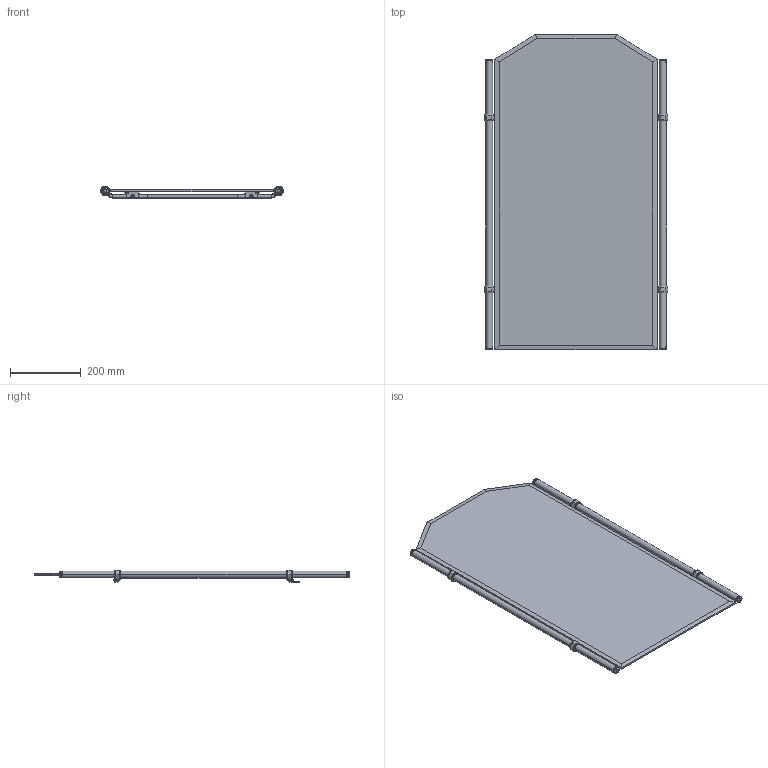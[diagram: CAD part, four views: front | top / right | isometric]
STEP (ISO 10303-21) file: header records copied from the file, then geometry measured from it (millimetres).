
FILE_DESCRIPTION((''),'2;1');
FILE_NAME('641_ASM','2015-01-09T',('rsmith'),(''),'PRO/ENGINEER BY PARAMETRIC TECHNOLOGY CORPORATION, 2013150','PRO/ENGINEER BY PARAMETRIC TECHNOLOGY CORPORATION, 2013150','');
FILE_SCHEMA(('CONFIG_CONTROL_DESIGN'));
Length unit declared in the file: inch
Products named in the file (16): 92393; MTM-002_ASM; 80578; 80584; 92310; F641-CB_ASM; MTM-003; 80588; 80589; 91499; F64X-SC_ASM; C0641; 91477; 91462_INST1; 92398; 641_ASM
Assembly tree (37 placements, depth 3):
  641_ASM
    MTM-002_ASM
      92393
    F641-CB_ASM
      80578  x2
      80584  x4
      92310  x4
    MTM-003  x2
    F64X-SC_ASM
      80588  x4
      80589  x2
      91499  x4
    C0641
    91477  x2
    91462_INST1  x4
    92398  x4
Bounding box: 518.2 x 889 x 34.28 mm (x, y, z)
Volume: 2726566 mm3; surface area: 1302487.4 mm2
Topology: 34 solids, 44 shells, 1188 faces, 3024 edges, 1922 vertices
Faces by surface type: cylinder 510, plane 318, cone 192, bspline 84, torus 68, sphere 16
Entity records: 18663 total; most frequent: CARTESIAN_POINT 9699, ORIENTED_EDGE 1806, DIRECTION 1734, EDGE_CURVE 914, AXIS2_PLACEMENT_3D 677, VERTEX_POINT 581, EDGE_LOOP 400, VECTOR 380
